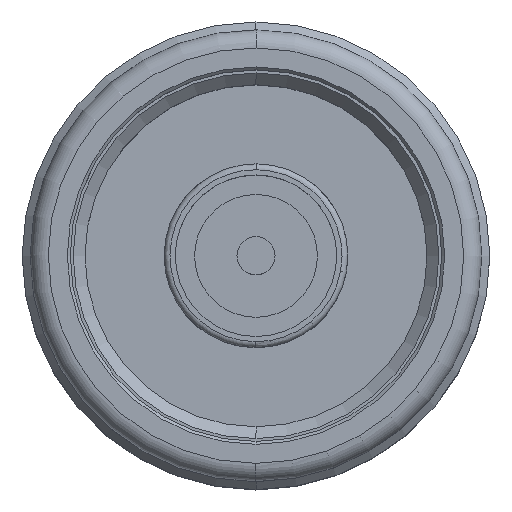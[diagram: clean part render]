
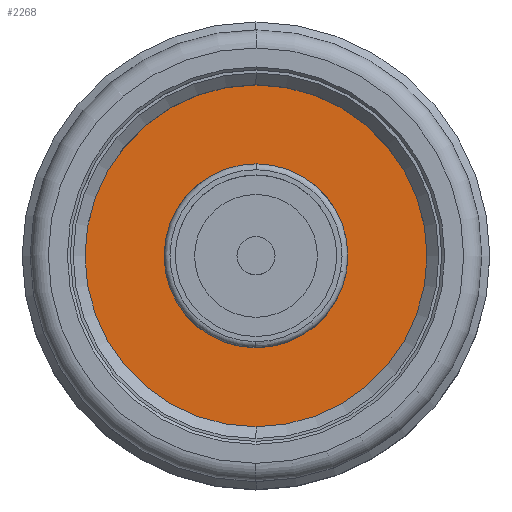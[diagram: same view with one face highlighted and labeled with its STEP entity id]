
A CAD part, top view. The second image highlights one B-rep face of the part: STEP entity #2268.
In plain terms, the highlighted planar face has unit normal (0, 0, 1).
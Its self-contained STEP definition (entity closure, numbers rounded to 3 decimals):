
#3 = CIRCLE ( 'NONE', #1176, 7.423 ) ;
#7 = ORIENTED_EDGE ( 'NONE', *, *, #779, .T. ) ;
#12 = AXIS2_PLACEMENT_3D ( 'NONE', #2336, #81, #655 ) ;
#33 = CARTESIAN_POINT ( 'NONE',  ( 0., 0., -8.89 ) ) ;
#81 = DIRECTION ( 'NONE',  ( 0., 0., -1. ) ) ;
#89 = ORIENTED_EDGE ( 'NONE', *, *, #1662, .T. ) ;
#161 = VERTEX_POINT ( 'NONE', #1166 ) ;
#162 = CARTESIAN_POINT ( 'NONE',  ( 0., 0., -8.89 ) ) ;
#221 = FACE_BOUND ( 'NONE', #307, .T. ) ;
#247 = VERTEX_POINT ( 'NONE', #300 ) ;
#300 = CARTESIAN_POINT ( 'NONE',  ( 0., -3.988, -8.89 ) ) ;
#302 = CARTESIAN_POINT ( 'NONE',  ( 0., 7.423, -8.89 ) ) ;
#307 = EDGE_LOOP ( 'NONE', ( #89, #1650 ) ) ;
#356 = EDGE_CURVE ( 'NONE', #161, #1386, #3, .T. ) ;
#418 = VERTEX_POINT ( 'NONE', #1831 ) ;
#553 = EDGE_CURVE ( 'NONE', #418, #247, #1486, .T. ) ;
#610 = PLANE ( 'NONE',  #2206 ) ;
#655 = DIRECTION ( 'NONE',  ( 0., 1., 0. ) ) ;
#779 = EDGE_CURVE ( 'NONE', #1386, #161, #2238, .T. ) ;
#785 = DIRECTION ( 'NONE',  ( 0., 0., -1. ) ) ;
#787 = DIRECTION ( 'NONE',  ( 0., 0., -1. ) ) ;
#928 = DIRECTION ( 'NONE',  ( 0., 0., 1. ) ) ;
#967 = FACE_OUTER_BOUND ( 'NONE', #1628, .T. ) ;
#1089 = CARTESIAN_POINT ( 'NONE',  ( 0., 0., -8.89 ) ) ;
#1111 = CIRCLE ( 'NONE', #12, 3.988 ) ;
#1166 = CARTESIAN_POINT ( 'NONE',  ( 0., -7.423, -8.89 ) ) ;
#1176 = AXIS2_PLACEMENT_3D ( 'NONE', #1089, #1848, #1859 ) ;
#1296 = AXIS2_PLACEMENT_3D ( 'NONE', #162, #928, #1313 ) ;
#1313 = DIRECTION ( 'NONE',  ( 0., 1., 0. ) ) ;
#1386 = VERTEX_POINT ( 'NONE', #302 ) ;
#1486 = CIRCLE ( 'NONE', #2158, 3.988 ) ;
#1518 = DIRECTION ( 'NONE',  ( 0., 1., 0. ) ) ;
#1628 = EDGE_LOOP ( 'NONE', ( #2179, #7 ) ) ;
#1650 = ORIENTED_EDGE ( 'NONE', *, *, #553, .T. ) ;
#1662 = EDGE_CURVE ( 'NONE', #247, #418, #1111, .T. ) ;
#1704 = CARTESIAN_POINT ( 'NONE',  ( 0., 0., -8.89 ) ) ;
#1831 = CARTESIAN_POINT ( 'NONE',  ( 0., 3.988, -8.89 ) ) ;
#1848 = DIRECTION ( 'NONE',  ( 0., 0., 1. ) ) ;
#1859 = DIRECTION ( 'NONE',  ( 0., 1., 0. ) ) ;
#2090 = DIRECTION ( 'NONE',  ( 0., -1., 0. ) ) ;
#2158 = AXIS2_PLACEMENT_3D ( 'NONE', #33, #785, #1518 ) ;
#2179 = ORIENTED_EDGE ( 'NONE', *, *, #356, .T. ) ;
#2206 = AXIS2_PLACEMENT_3D ( 'NONE', #1704, #787, #2090 ) ;
#2238 = CIRCLE ( 'NONE', #1296, 7.423 ) ;
#2268 = ADVANCED_FACE ( 'NONE', ( #221, #967 ), #610, .F. ) ;
#2336 = CARTESIAN_POINT ( 'NONE',  ( 0., 0., -8.89 ) ) ;
